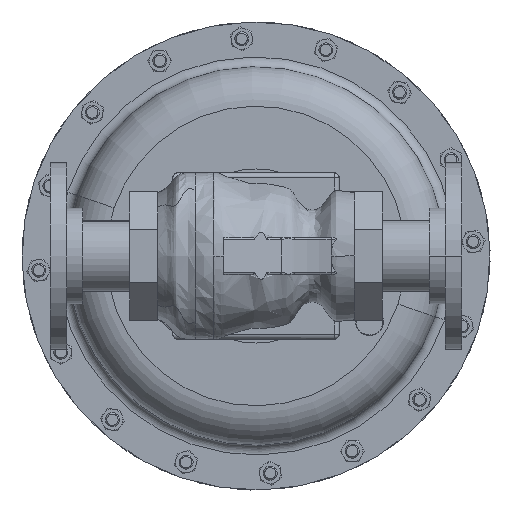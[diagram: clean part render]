
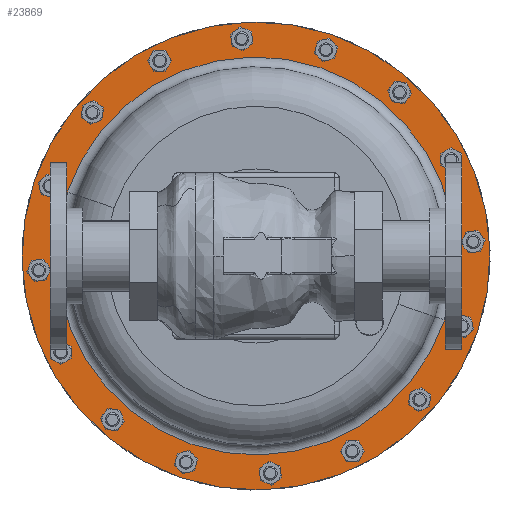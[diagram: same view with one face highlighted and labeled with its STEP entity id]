
A CAD part, front view. The second image highlights one B-rep face of the part: STEP entity #23869.
In plain terms, the highlighted planar face has unit normal (0, -1, 0).
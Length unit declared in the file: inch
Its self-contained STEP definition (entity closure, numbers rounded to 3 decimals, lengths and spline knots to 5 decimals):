
#406 = AXIS2_PLACEMENT_3D ( 'NONE', #16123, #41001, #19672 ) ;
#999 = CIRCLE ( 'NONE', #406, 5.315 ) ;
#1136 = CARTESIAN_POINT ( 'NONE',  ( 0., 10.483, 0. ) ) ;
#2443 = ORIENTED_EDGE ( 'NONE', *, *, #12135, .T. ) ;
#3298 = VERTEX_POINT ( 'NONE', #33320 ) ;
#4699 = DIRECTION ( 'NONE',  ( 0.947, 0., -0.321 ) ) ;
#4766 = CARTESIAN_POINT ( 'NONE',  ( -5.03293, 10.483, 1.70845 ) ) ;
#5963 = ORIENTED_EDGE ( 'NONE', *, *, #31578, .F. ) ;
#7049 = FACE_BOUND ( 'NONE', #13832, .T. ) ;
#7512 = DIRECTION ( 'NONE',  ( 0., 1., 0. ) ) ;
#7693 = ORIENTED_EDGE ( 'NONE', *, *, #22816, .T. ) ;
#7736 = AXIS2_PLACEMENT_3D ( 'NONE', #1136, #25934, #4699 ) ;
#9416 = VERTEX_POINT ( 'NONE', #16580 ) ;
#9854 = DIRECTION ( 'NONE',  ( 0., 1., 0. ) ) ;
#11221 = ORIENTED_EDGE ( 'NONE', *, *, #25943, .F. ) ;
#12135 = EDGE_CURVE ( 'NONE', #9416, #13723, #21936, .T. ) ;
#13723 = VERTEX_POINT ( 'NONE', #4766 ) ;
#13832 = EDGE_LOOP ( 'NONE', ( #2443, #7693 ) ) ;
#14652 = PLANE ( 'NONE',  #22405 ) ;
#16123 = CARTESIAN_POINT ( 'NONE',  ( 0., 10.483, 0. ) ) ;
#16580 = CARTESIAN_POINT ( 'NONE',  ( 5.03293, 10.483, -1.70845 ) ) ;
#17641 = CARTESIAN_POINT ( 'NONE',  ( -5.91831, 10.483, 2.009 ) ) ;
#18204 = DIRECTION ( 'NONE',  ( -0.947, 0., 0.321 ) ) ;
#19449 = AXIS2_PLACEMENT_3D ( 'NONE', #31149, #9854, #34719 ) ;
#19672 = DIRECTION ( 'NONE',  ( 0.947, 0., -0.321 ) ) ;
#21936 = CIRCLE ( 'NONE', #23236, 5.315 ) ;
#22405 = AXIS2_PLACEMENT_3D ( 'NONE', #34272, #39547, #18204 ) ;
#22816 = EDGE_CURVE ( 'NONE', #13723, #9416, #999, .T. ) ;
#23236 = AXIS2_PLACEMENT_3D ( 'NONE', #28777, #7512, #32396 ) ;
#23256 = CIRCLE ( 'NONE', #7736, 6.25 ) ;
#23869 = ADVANCED_FACE ( 'NONE', ( #7049, #43709 ), #14652, .T. ) ;
#25934 = DIRECTION ( 'NONE',  ( 0., 1., 0. ) ) ;
#25943 = EDGE_CURVE ( 'NONE', #44429, #3298, #32521, .T. ) ;
#28777 = CARTESIAN_POINT ( 'NONE',  ( 0., 10.483, 0. ) ) ;
#31149 = CARTESIAN_POINT ( 'NONE',  ( 0., 10.483, 0. ) ) ;
#31578 = EDGE_CURVE ( 'NONE', #3298, #44429, #23256, .T. ) ;
#32396 = DIRECTION ( 'NONE',  ( 0.947, 0., -0.321 ) ) ;
#32521 = CIRCLE ( 'NONE', #19449, 6.25 ) ;
#33320 = CARTESIAN_POINT ( 'NONE',  ( 5.91831, 10.483, -2.009 ) ) ;
#34272 = CARTESIAN_POINT ( 'NONE',  ( -2.009, 10.483, -5.91831 ) ) ;
#34719 = DIRECTION ( 'NONE',  ( 0.947, 0., -0.321 ) ) ;
#37136 = EDGE_LOOP ( 'NONE', ( #5963, #11221 ) ) ;
#39547 = DIRECTION ( 'NONE',  ( 0., -1., 0. ) ) ;
#41001 = DIRECTION ( 'NONE',  ( 0., 1., 0. ) ) ;
#43709 = FACE_OUTER_BOUND ( 'NONE', #37136, .T. ) ;
#44429 = VERTEX_POINT ( 'NONE', #17641 ) ;
